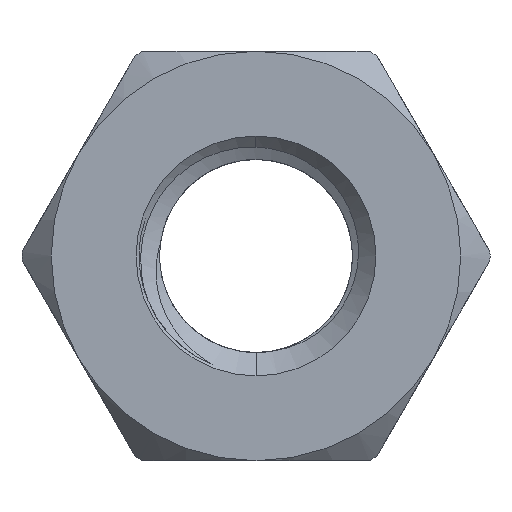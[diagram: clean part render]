
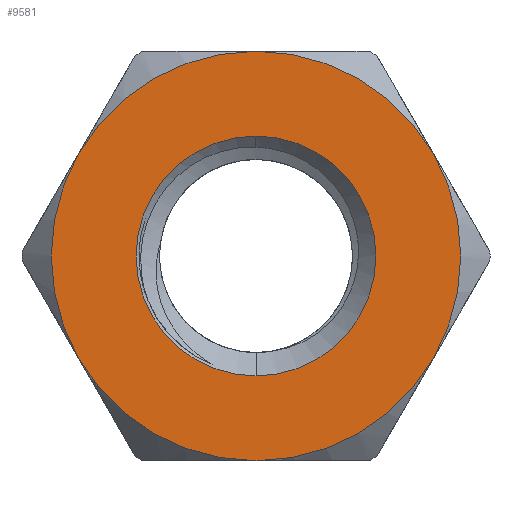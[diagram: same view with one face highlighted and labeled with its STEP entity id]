
A CAD part, front view. The second image highlights one B-rep face of the part: STEP entity #9581.
In plain terms, the highlighted planar face has unit normal (0, -1, 0).
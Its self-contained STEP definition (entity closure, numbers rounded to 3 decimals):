
#205 = CARTESIAN_POINT ( 'NONE',  ( 0., 0., 0. ) ) ;
#265 = AXIS2_PLACEMENT_3D ( 'NONE', #550, #6126, #585 ) ;
#477 = EDGE_CURVE ( 'NONE', #7410, #672, #3604, .T. ) ;
#497 = VERTEX_POINT ( 'NONE', #9523 ) ;
#550 = CARTESIAN_POINT ( 'NONE',  ( 0., 0., 0. ) ) ;
#585 = DIRECTION ( 'NONE',  ( 0., 0., 1. ) ) ;
#608 = AXIS2_PLACEMENT_3D ( 'NONE', #9638, #4160, #10411 ) ;
#670 = DIRECTION ( 'NONE',  ( 0., -1., 0. ) ) ;
#672 = VERTEX_POINT ( 'NONE', #9887 ) ;
#688 = DIRECTION ( 'NONE',  ( 0., -1., 0. ) ) ;
#1088 = PLANE ( 'NONE',  #9131 ) ;
#1299 = EDGE_CURVE ( 'NONE', #497, #6749, #2640, .T. ) ;
#1330 = VERTEX_POINT ( 'NONE', #6429 ) ;
#1543 = FACE_OUTER_BOUND ( 'NONE', #2122, .T. ) ;
#1682 = EDGE_CURVE ( 'NONE', #2531, #2562, #8817, .T. ) ;
#2122 = EDGE_LOOP ( 'NONE', ( #8248, #5229, #9799, #10045, #5408, #7827 ) ) ;
#2252 = CIRCLE ( 'NONE', #8511, 2.05 ) ;
#2266 = AXIS2_PLACEMENT_3D ( 'NONE', #11084, #5629, #10295 ) ;
#2531 = VERTEX_POINT ( 'NONE', #9147 ) ;
#2562 = VERTEX_POINT ( 'NONE', #10157 ) ;
#2640 = CIRCLE ( 'NONE', #8592, 3.5 ) ;
#2868 = CARTESIAN_POINT ( 'NONE',  ( 0., 0., 0. ) ) ;
#2893 = EDGE_CURVE ( 'NONE', #1330, #7068, #3917, .T. ) ;
#2955 = DIRECTION ( 'NONE',  ( 0., 0., 1. ) ) ;
#3207 = AXIS2_PLACEMENT_3D ( 'NONE', #5108, #6054, #6955 ) ;
#3546 = DIRECTION ( 'NONE',  ( 0., 0., -1. ) ) ;
#3604 = CIRCLE ( 'NONE', #608, 3.5 ) ;
#3800 = AXIS2_PLACEMENT_3D ( 'NONE', #205, #9343, #2955 ) ;
#3917 = CIRCLE ( 'NONE', #10392, 3.5 ) ;
#4160 = DIRECTION ( 'NONE',  ( 0., -1., 0. ) ) ;
#4268 = EDGE_CURVE ( 'NONE', #672, #497, #10634, .T. ) ;
#4325 = CARTESIAN_POINT ( 'NONE',  ( 0., 0., 0. ) ) ;
#4459 = DIRECTION ( 'NONE',  ( 0., -1., 0. ) ) ;
#4536 = CIRCLE ( 'NONE', #3800, 3.5 ) ;
#4705 = DIRECTION ( 'NONE',  ( 0., 0., 1. ) ) ;
#5059 = CARTESIAN_POINT ( 'NONE',  ( 3.031, 0., 1.75 ) ) ;
#5108 = CARTESIAN_POINT ( 'NONE',  ( 0., 0., 0. ) ) ;
#5229 = ORIENTED_EDGE ( 'NONE', *, *, #477, .T. ) ;
#5408 = ORIENTED_EDGE ( 'NONE', *, *, #7428, .T. ) ;
#5629 = DIRECTION ( 'NONE',  ( 0., -1., 0. ) ) ;
#5876 = FACE_BOUND ( 'NONE', #8146, .T. ) ;
#6054 = DIRECTION ( 'NONE',  ( 0., -1., 0. ) ) ;
#6126 = DIRECTION ( 'NONE',  ( 0., -1., 0. ) ) ;
#6383 = EDGE_CURVE ( 'NONE', #7068, #7410, #4536, .T. ) ;
#6401 = ORIENTED_EDGE ( 'NONE', *, *, #9135, .F. ) ;
#6429 = CARTESIAN_POINT ( 'NONE',  ( 3.031, 0., -1.75 ) ) ;
#6621 = DIRECTION ( 'NONE',  ( 0., 1., 0. ) ) ;
#6749 = VERTEX_POINT ( 'NONE', #7306 ) ;
#6864 = ORIENTED_EDGE ( 'NONE', *, *, #1682, .F. ) ;
#6955 = DIRECTION ( 'NONE',  ( 0., 0., -1. ) ) ;
#7068 = VERTEX_POINT ( 'NONE', #5059 ) ;
#7306 = CARTESIAN_POINT ( 'NONE',  ( 0., 0., -3.5 ) ) ;
#7410 = VERTEX_POINT ( 'NONE', #9324 ) ;
#7428 = EDGE_CURVE ( 'NONE', #6749, #1330, #9453, .T. ) ;
#7827 = ORIENTED_EDGE ( 'NONE', *, *, #2893, .T. ) ;
#8027 = DIRECTION ( 'NONE',  ( 0., 0., 1. ) ) ;
#8146 = EDGE_LOOP ( 'NONE', ( #6401, #6864 ) ) ;
#8248 = ORIENTED_EDGE ( 'NONE', *, *, #6383, .T. ) ;
#8511 = AXIS2_PLACEMENT_3D ( 'NONE', #4325, #670, #3546 ) ;
#8592 = AXIS2_PLACEMENT_3D ( 'NONE', #9998, #4459, #11901 ) ;
#8817 = CIRCLE ( 'NONE', #3207, 2.05 ) ;
#8861 = CARTESIAN_POINT ( 'NONE',  ( 0., 0., 0. ) ) ;
#9131 = AXIS2_PLACEMENT_3D ( 'NONE', #2868, #6621, #4705 ) ;
#9135 = EDGE_CURVE ( 'NONE', #2562, #2531, #2252, .T. ) ;
#9147 = CARTESIAN_POINT ( 'NONE',  ( 0., 0., 2.05 ) ) ;
#9324 = CARTESIAN_POINT ( 'NONE',  ( 0., 0., 3.5 ) ) ;
#9343 = DIRECTION ( 'NONE',  ( 0., -1., 0. ) ) ;
#9453 = CIRCLE ( 'NONE', #2266, 3.5 ) ;
#9523 = CARTESIAN_POINT ( 'NONE',  ( -3.031, 0., -1.75 ) ) ;
#9581 = ADVANCED_FACE ( 'NONE', ( #5876, #1543 ), #1088, .F. ) ;
#9638 = CARTESIAN_POINT ( 'NONE',  ( 0., 0., 0. ) ) ;
#9799 = ORIENTED_EDGE ( 'NONE', *, *, #4268, .T. ) ;
#9887 = CARTESIAN_POINT ( 'NONE',  ( -3.031, 0., 1.75 ) ) ;
#9998 = CARTESIAN_POINT ( 'NONE',  ( 0., 0., 0. ) ) ;
#10045 = ORIENTED_EDGE ( 'NONE', *, *, #1299, .T. ) ;
#10157 = CARTESIAN_POINT ( 'NONE',  ( 0., 0., -2.05 ) ) ;
#10295 = DIRECTION ( 'NONE',  ( 0., 0., -1. ) ) ;
#10392 = AXIS2_PLACEMENT_3D ( 'NONE', #8861, #688, #8027 ) ;
#10411 = DIRECTION ( 'NONE',  ( 0., 0., 1. ) ) ;
#10634 = CIRCLE ( 'NONE', #265, 3.5 ) ;
#11084 = CARTESIAN_POINT ( 'NONE',  ( 0., 0., 0. ) ) ;
#11901 = DIRECTION ( 'NONE',  ( 0., 0., 1. ) ) ;
